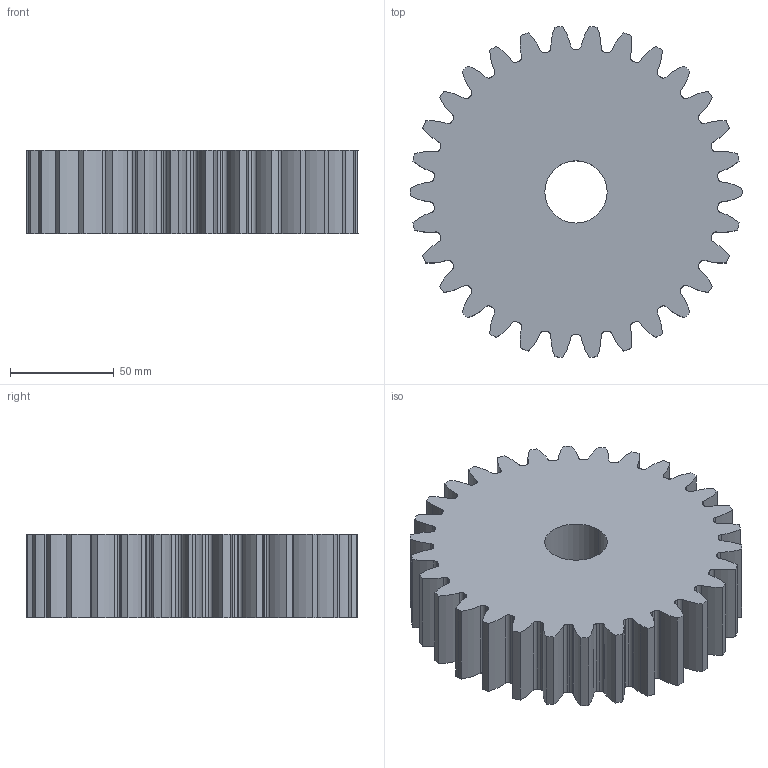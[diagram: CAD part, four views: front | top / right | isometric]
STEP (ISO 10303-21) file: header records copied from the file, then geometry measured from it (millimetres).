
FILE_DESCRIPTION (( 'STEP AP214' ), '1' );
FILE_NAME ('110-050-430.step', '2010-07-19T09:05:24', ( 'WMH Herion Antriebstechnik GmbH' ), ( 'WMH Herion Antriebstechnik GmbH' ), 'SwSTEP 2.0', 'SolidWorks 2010', '' );
FILE_SCHEMA (( 'AUTOMOTIVE_DESIGN' ));
Length unit declared in the file: millimetre
Products named in the file (1): 110-050-430
Bounding box: 160 x 159.47 x 40 mm (x, y, z)
Volume: 671289.5 mm3; surface area: 74442.5 mm2
Topology: 1 solids, 1 shells, 203 faces, 603 edges, 402 vertices
Faces by surface type: cylinder 201, plane 2
Entity records: 7097 total; most frequent: DIRECTION 1413, CARTESIAN_POINT 1209, ORIENTED_EDGE 1206, AXIS2_PLACEMENT_3D 606, EDGE_CURVE 603, VERTEX_POINT 402, CIRCLE 402, EDGE_LOOP 205
